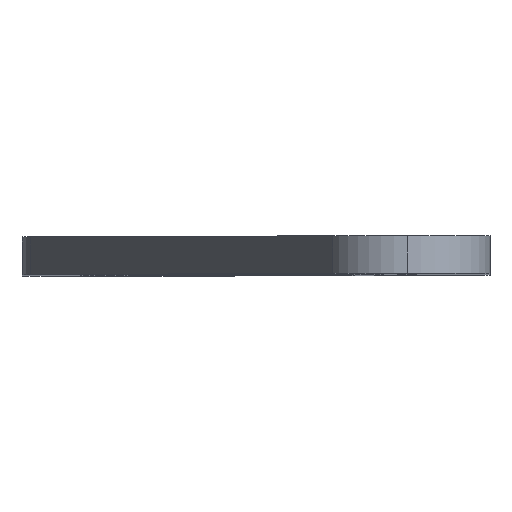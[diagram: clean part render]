
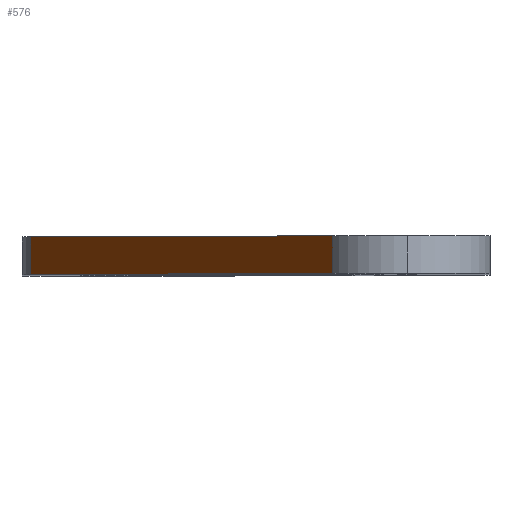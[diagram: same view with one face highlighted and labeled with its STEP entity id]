
A CAD part, top view. The second image highlights one B-rep face of the part: STEP entity #576.
In plain terms, the highlighted planar face has unit normal (-0.896, 0, 0.444).
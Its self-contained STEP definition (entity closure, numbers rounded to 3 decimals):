
#94 = VECTOR ( 'NONE', #907, 1000. ) ;
#117 = VECTOR ( 'NONE', #1047, 1000. ) ;
#151 = CARTESIAN_POINT ( 'NONE',  ( 6.477, 0., 67.106 ) ) ;
#155 = ORIENTED_EDGE ( 'NONE', *, *, #215, .T. ) ;
#203 = EDGE_CURVE ( 'NONE', #1374, #992, #808, .T. ) ;
#215 = EDGE_CURVE ( 'NONE', #904, #992, #1121, .T. ) ;
#226 = LINE ( 'NONE', #1290, #405 ) ;
#240 = EDGE_LOOP ( 'NONE', ( #717, #411, #556, #155 ) ) ;
#357 = CARTESIAN_POINT ( 'NONE',  ( 6.477, -3.175, 67.106 ) ) ;
#364 = CARTESIAN_POINT ( 'NONE',  ( 6.477, 0., 67.106 ) ) ;
#405 = VECTOR ( 'NONE', #551, 1000. ) ;
#411 = ORIENTED_EDGE ( 'NONE', *, *, #836, .F. ) ;
#483 = PLANE ( 'NONE',  #984 ) ;
#551 = DIRECTION ( 'NONE',  ( 0., 1., 0. ) ) ;
#556 = ORIENTED_EDGE ( 'NONE', *, *, #791, .T. ) ;
#576 = ADVANCED_FACE ( 'NONE', ( #579 ), #483, .T. ) ;
#579 = FACE_OUTER_BOUND ( 'NONE', #240, .T. ) ;
#588 = CARTESIAN_POINT ( 'NONE',  ( 6.477, -3.175, 67.106 ) ) ;
#713 = LINE ( 'NONE', #834, #117 ) ;
#717 = ORIENTED_EDGE ( 'NONE', *, *, #203, .F. ) ;
#790 = DIRECTION ( 'NONE',  ( 0.444, 0., 0.896 ) ) ;
#791 = EDGE_CURVE ( 'NONE', #949, #904, #713, .T. ) ;
#808 = LINE ( 'NONE', #364, #1204 ) ;
#834 = CARTESIAN_POINT ( 'NONE',  ( 6.477, -3.175, 67.106 ) ) ;
#836 = EDGE_CURVE ( 'NONE', #949, #1374, #226, .T. ) ;
#852 = CARTESIAN_POINT ( 'NONE',  ( 6.477, -3.175, 67.106 ) ) ;
#904 = VERTEX_POINT ( 'NONE', #852 ) ;
#907 = DIRECTION ( 'NONE',  ( 0., 1., 0. ) ) ;
#949 = VERTEX_POINT ( 'NONE', #1164 ) ;
#981 = CARTESIAN_POINT ( 'NONE',  ( -19.023, 0., 15.606 ) ) ;
#984 = AXIS2_PLACEMENT_3D ( 'NONE', #588, #995, #790 ) ;
#992 = VERTEX_POINT ( 'NONE', #151 ) ;
#995 = DIRECTION ( 'NONE',  ( -0.896, 0., 0.444 ) ) ;
#1002 = DIRECTION ( 'NONE',  ( 0.444, 0., 0.896 ) ) ;
#1047 = DIRECTION ( 'NONE',  ( 0.444, 0., 0.896 ) ) ;
#1121 = LINE ( 'NONE', #357, #94 ) ;
#1164 = CARTESIAN_POINT ( 'NONE',  ( -19.023, -3.175, 15.606 ) ) ;
#1204 = VECTOR ( 'NONE', #1002, 1000. ) ;
#1290 = CARTESIAN_POINT ( 'NONE',  ( -19.023, -3.175, 15.606 ) ) ;
#1374 = VERTEX_POINT ( 'NONE', #981 ) ;
